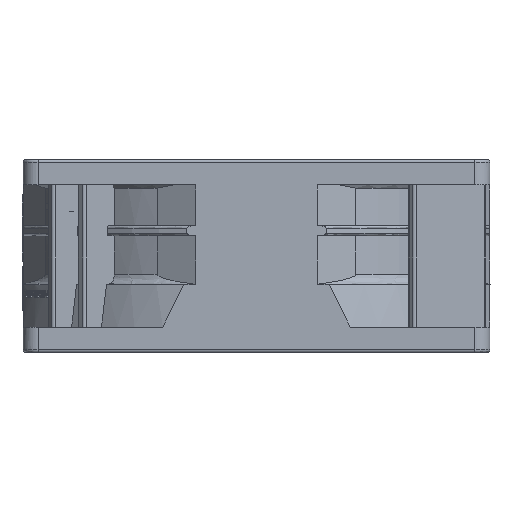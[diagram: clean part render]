
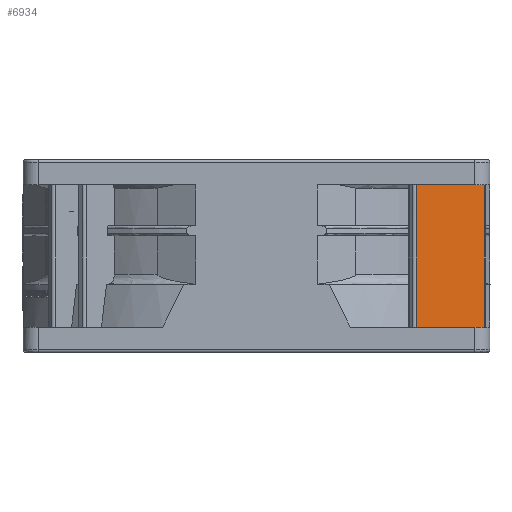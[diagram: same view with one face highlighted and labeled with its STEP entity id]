
A CAD part, front view. The second image highlights one B-rep face of the part: STEP entity #6934.
In plain terms, the highlighted planar face has unit normal (0.707, -0.707, 0).
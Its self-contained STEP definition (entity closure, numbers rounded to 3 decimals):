
#573 = EDGE_CURVE ( 'NONE', #26953, #27224, #21105, .T. ) ;
#1432 = CARTESIAN_POINT ( 'NONE',  ( 31.466, -44.901, -5.3 ) ) ;
#1539 = CARTESIAN_POINT ( 'NONE',  ( 31.466, -44.901, 22.7 ) ) ;
#2234 = CARTESIAN_POINT ( 'NONE',  ( 44.901, -31.466, 22.7 ) ) ;
#2261 = CARTESIAN_POINT ( 'NONE',  ( 44.901, -31.466, -5.3 ) ) ;
#2851 = VECTOR ( 'NONE', #21111, 1000. ) ;
#6934 = ADVANCED_FACE ( 'NONE', ( #47977 ), #47978, .F. ) ;
#9883 = CARTESIAN_POINT ( 'NONE',  ( 44.901, -31.466, -500000. ) ) ;
#9888 = LINE ( 'NONE', #9883, #33433 ) ;
#9892 = DIRECTION ( 'NONE',  ( 0., 0., -1. ) ) ;
#15514 = AXIS2_PLACEMENT_3D ( 'NONE', #47969, #47980, #47981 ) ;
#15990 = EDGE_LOOP ( 'NONE', ( #19088, #19097, #19102, #19104 ) ) ;
#19088 = ORIENTED_EDGE ( 'NONE', *, *, #52094, .F. ) ;
#19097 = ORIENTED_EDGE ( 'NONE', *, *, #50677, .F. ) ;
#19102 = ORIENTED_EDGE ( 'NONE', *, *, #52095, .F. ) ;
#19104 = ORIENTED_EDGE ( 'NONE', *, *, #573, .F. ) ;
#21105 = LINE ( 'NONE', #21110, #2851 ) ;
#21110 = CARTESIAN_POINT ( 'NONE',  ( 31.466, -44.901, -500000. ) ) ;
#21111 = DIRECTION ( 'NONE',  ( 0., 0., 1. ) ) ;
#26953 = VERTEX_POINT ( 'NONE', #1432 ) ;
#27224 = VERTEX_POINT ( 'NONE', #1539 ) ;
#32398 = VERTEX_POINT ( 'NONE', #2234 ) ;
#32506 = VERTEX_POINT ( 'NONE', #2261 ) ;
#33433 = VECTOR ( 'NONE', #9892, 1000. ) ;
#39240 = LINE ( 'NONE', #39241, #49181 ) ;
#39241 = CARTESIAN_POINT ( 'NONE',  ( 44.901, -31.466, -5.3 ) ) ;
#39242 = DIRECTION ( 'NONE',  ( -0.707, -0.707, 0. ) ) ;
#39243 = LINE ( 'NONE', #39244, #49180 ) ;
#39244 = CARTESIAN_POINT ( 'NONE',  ( 31.466, -44.901, 22.7 ) ) ;
#39245 = DIRECTION ( 'NONE',  ( 0.707, 0.707, 0. ) ) ;
#47969 = CARTESIAN_POINT ( 'NONE',  ( 38.891, -37.477, -500000. ) ) ;
#47977 = FACE_OUTER_BOUND ( 'NONE', #15990, .T. ) ;
#47978 = PLANE ( 'NONE',  #15514 ) ;
#47980 = DIRECTION ( 'NONE',  ( -0.707, 0.707, 0. ) ) ;
#47981 = DIRECTION ( 'NONE',  ( -0.707, -0.707, 0. ) ) ;
#49180 = VECTOR ( 'NONE', #39245, 1000. ) ;
#49181 = VECTOR ( 'NONE', #39242, 1000. ) ;
#50677 = EDGE_CURVE ( 'NONE', #32398, #32506, #9888, .T. ) ;
#52094 = EDGE_CURVE ( 'NONE', #32506, #26953, #39240, .T. ) ;
#52095 = EDGE_CURVE ( 'NONE', #27224, #32398, #39243, .T. ) ;
